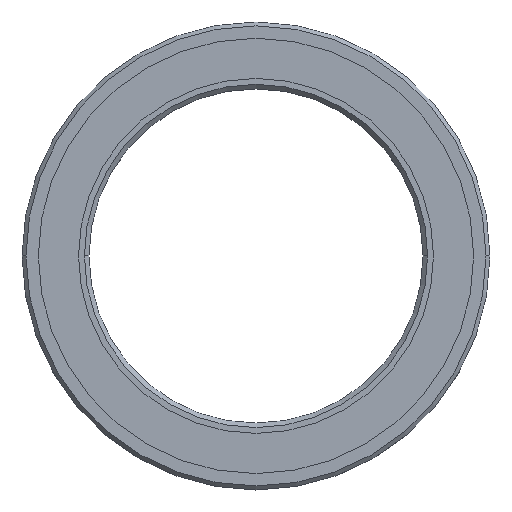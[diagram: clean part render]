
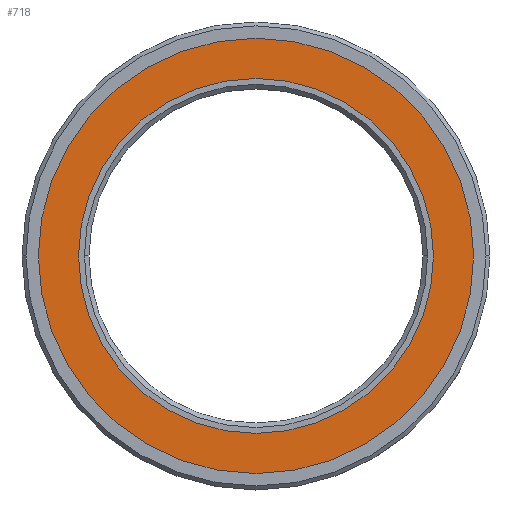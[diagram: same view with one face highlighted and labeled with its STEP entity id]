
A CAD part, top view. The second image highlights one B-rep face of the part: STEP entity #718.
In plain terms, the highlighted planar face has unit normal (0, 0, 1).
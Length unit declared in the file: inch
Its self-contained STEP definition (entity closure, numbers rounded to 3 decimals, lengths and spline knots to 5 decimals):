
#7 = CARTESIAN_POINT ( 'NONE',  ( 0.76923, 0., 0.13091 ) ) ;
#172 = VERTEX_POINT ( 'NONE', #1488 ) ;
#224 = AXIS2_PLACEMENT_3D ( 'NONE', #921, #1418, #506 ) ;
#279 = ORIENTED_EDGE ( 'NONE', *, *, #753, .T. ) ;
#290 = FACE_BOUND ( 'NONE', #327, .T. ) ;
#292 = VERTEX_POINT ( 'NONE', #1159 ) ;
#327 = EDGE_LOOP ( 'NONE', ( #589, #989 ) ) ;
#341 = DIRECTION ( 'NONE',  ( 0., 0., 1. ) ) ;
#447 = CARTESIAN_POINT ( 'NONE',  ( 0.62732, 0., 0.13091 ) ) ;
#506 = DIRECTION ( 'NONE',  ( 1., 0., 0. ) ) ;
#589 = ORIENTED_EDGE ( 'NONE', *, *, #1179, .F. ) ;
#632 = ORIENTED_EDGE ( 'NONE', *, *, #877, .T. ) ;
#697 = FACE_OUTER_BOUND ( 'NONE', #728, .T. ) ;
#718 = ADVANCED_FACE ( 'NONE', ( #290, #697 ), #935, .F. ) ;
#728 = EDGE_LOOP ( 'NONE', ( #279, #632 ) ) ;
#753 = EDGE_CURVE ( 'NONE', #1668, #172, #1676, .T. ) ;
#767 = EDGE_CURVE ( 'NONE', #292, #1081, #999, .T. ) ;
#805 = CIRCLE ( 'NONE', #1698, 0.76923 ) ;
#822 = CARTESIAN_POINT ( 'NONE',  ( 0., 0.76923, 0.13091 ) ) ;
#877 = EDGE_CURVE ( 'NONE', #172, #1668, #805, .T. ) ;
#921 = CARTESIAN_POINT ( 'NONE',  ( 0., 0., 0.13091 ) ) ;
#935 = PLANE ( 'NONE',  #1478 ) ;
#968 = DIRECTION ( 'NONE',  ( 0., 0., -1. ) ) ;
#984 = DIRECTION ( 'NONE',  ( -1., 0., 0. ) ) ;
#989 = ORIENTED_EDGE ( 'NONE', *, *, #767, .F. ) ;
#999 = CIRCLE ( 'NONE', #1719, 0.62732 ) ;
#1081 = VERTEX_POINT ( 'NONE', #447 ) ;
#1110 = CARTESIAN_POINT ( 'NONE',  ( 0., 0., 0.13091 ) ) ;
#1117 = DIRECTION ( 'NONE',  ( 0., 0., 1. ) ) ;
#1134 = DIRECTION ( 'NONE',  ( 1., 0., 0. ) ) ;
#1159 = CARTESIAN_POINT ( 'NONE',  ( -0.62732, 0., 0.13091 ) ) ;
#1161 = AXIS2_PLACEMENT_3D ( 'NONE', #1110, #1117, #1134 ) ;
#1179 = EDGE_CURVE ( 'NONE', #1081, #292, #1425, .T. ) ;
#1205 = CARTESIAN_POINT ( 'NONE',  ( 0., 0., 0.13091 ) ) ;
#1209 = DIRECTION ( 'NONE',  ( 0., 0., 1. ) ) ;
#1216 = DIRECTION ( 'NONE',  ( 1., 0., 0. ) ) ;
#1225 = DIRECTION ( 'NONE',  ( 1., 0., 0. ) ) ;
#1418 = DIRECTION ( 'NONE',  ( 0., 0., 1. ) ) ;
#1425 = CIRCLE ( 'NONE', #224, 0.62732 ) ;
#1478 = AXIS2_PLACEMENT_3D ( 'NONE', #822, #968, #984 ) ;
#1488 = CARTESIAN_POINT ( 'NONE',  ( -0.76923, 0., 0.13091 ) ) ;
#1602 = CARTESIAN_POINT ( 'NONE',  ( 0., 0., 0.13091 ) ) ;
#1668 = VERTEX_POINT ( 'NONE', #7 ) ;
#1676 = CIRCLE ( 'NONE', #1161, 0.76923 ) ;
#1698 = AXIS2_PLACEMENT_3D ( 'NONE', #1602, #341, #1225 ) ;
#1719 = AXIS2_PLACEMENT_3D ( 'NONE', #1205, #1209, #1216 ) ;
